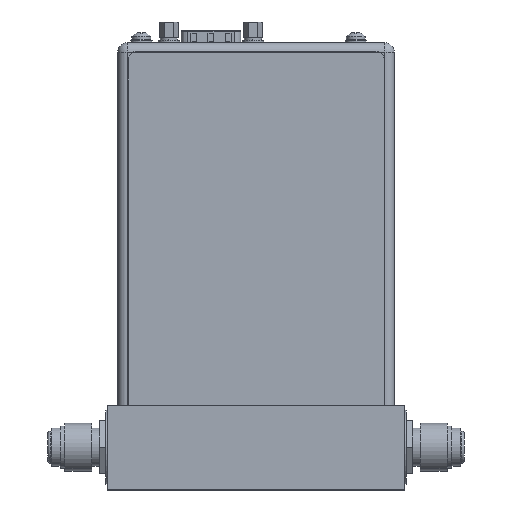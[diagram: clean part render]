
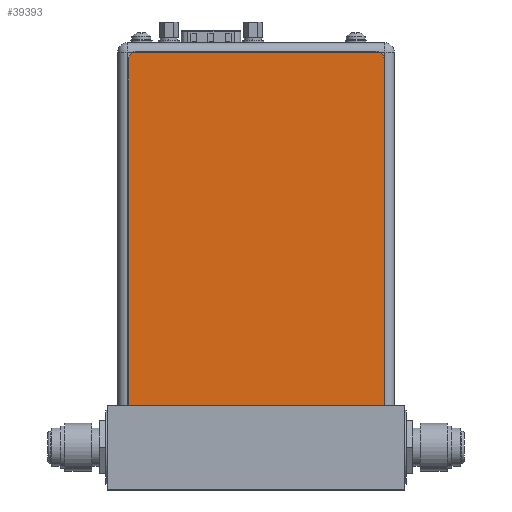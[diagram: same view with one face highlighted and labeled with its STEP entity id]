
A CAD part, top view. The second image highlights one B-rep face of the part: STEP entity #39393.
In plain terms, the highlighted planar face has unit normal (0, 0, 1).
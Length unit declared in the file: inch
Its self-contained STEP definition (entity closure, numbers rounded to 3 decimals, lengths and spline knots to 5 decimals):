
#39226=CARTESIAN_POINT('',(2.9,4.05,0.004));
#39227=DIRECTION('',(0.,0.,1.));
#39228=DIRECTION('',(1.,0.,0.));
#39229=AXIS2_PLACEMENT_3D('',#39226,#39227,#39228);
#39231=DIRECTION('',(0.,1.,0.));
#39232=VECTOR('',#39231,4.05);
#39233=CARTESIAN_POINT('',(3.,0.,0.004));
#39234=LINE('',#39233,#39232);
#39235=DIRECTION('',(1.,0.,0.));
#39236=VECTOR('',#39235,3.);
#39237=CARTESIAN_POINT('',(0.,0.,0.004));
#39238=LINE('',#39237,#39236);
#39239=DIRECTION('',(0.,-1.,0.));
#39240=VECTOR('',#39239,4.05);
#39241=CARTESIAN_POINT('',(0.,4.05,0.004));
#39242=LINE('',#39241,#39240);
#39243=CARTESIAN_POINT('',(0.1,4.05,0.004));
#39244=DIRECTION('',(0.,0.,1.));
#39245=DIRECTION('',(0.,1.,0.));
#39246=AXIS2_PLACEMENT_3D('',#39243,#39244,#39245);
#39248=DIRECTION('',(-1.,0.,0.));
#39249=VECTOR('',#39248,2.8);
#39250=CARTESIAN_POINT('',(2.9,4.15,0.004));
#39251=LINE('',#39250,#39249);
#39256=CARTESIAN_POINT('',(0.,0.,0.004));
#39257=CARTESIAN_POINT('',(3.,0.,0.004));
#39258=VERTEX_POINT('',#39256);
#39259=VERTEX_POINT('',#39257);
#39264=CARTESIAN_POINT('',(3.,4.05,0.004));
#39265=VERTEX_POINT('',#39264);
#39266=CARTESIAN_POINT('',(2.9,4.15,0.004));
#39267=VERTEX_POINT('',#39266);
#39272=CARTESIAN_POINT('',(0.1,4.15,0.004));
#39273=VERTEX_POINT('',#39272);
#39274=CARTESIAN_POINT('',(0.,4.05,0.004));
#39275=VERTEX_POINT('',#39274);
#39380=CARTESIAN_POINT('',(0.,0.,0.004));
#39381=DIRECTION('',(0.,0.,1.));
#39382=DIRECTION('',(1.,0.,0.));
#39383=AXIS2_PLACEMENT_3D('',#39380,#39381,#39382);
#39384=PLANE('',#39383);
#39385=ORIENTED_EDGE('',*,*,#39304,.F.);
#39386=ORIENTED_EDGE('',*,*,#39320,.F.);
#39387=ORIENTED_EDGE('',*,*,#39333,.F.);
#39388=ORIENTED_EDGE('',*,*,#39346,.F.);
#39389=ORIENTED_EDGE('',*,*,#39361,.F.);
#39390=ORIENTED_EDGE('',*,*,#39373,.F.);
#39391=EDGE_LOOP('',(#39385,#39386,#39387,#39388,#39389,#39390));
#39392=FACE_OUTER_BOUND('',#39391,.F.);
#39393=ADVANCED_FACE('',(#39392),#39384,.T.);
#39230=CIRCLE('',#39229,0.1);
#39247=CIRCLE('',#39246,0.1);
#39304=EDGE_CURVE('',#39265,#39267,#39230,.T.);
#39320=EDGE_CURVE('',#39259,#39265,#39234,.T.);
#39333=EDGE_CURVE('',#39258,#39259,#39238,.T.);
#39346=EDGE_CURVE('',#39275,#39258,#39242,.T.);
#39361=EDGE_CURVE('',#39273,#39275,#39247,.T.);
#39373=EDGE_CURVE('',#39267,#39273,#39251,.T.);
